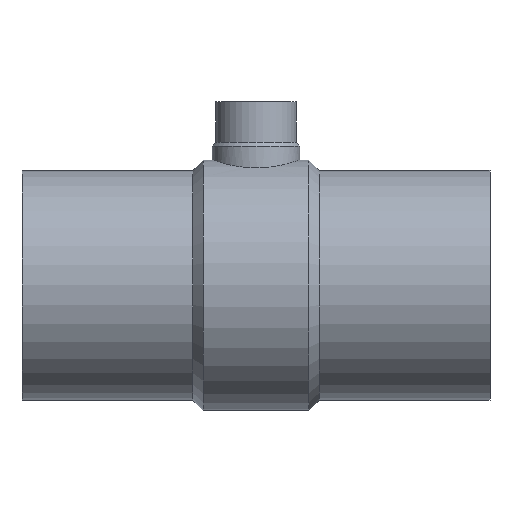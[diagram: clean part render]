
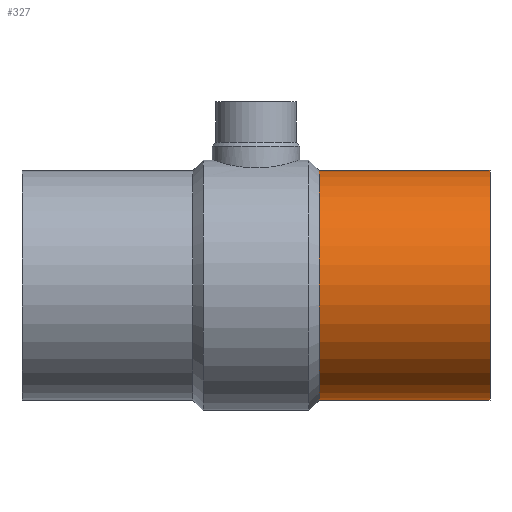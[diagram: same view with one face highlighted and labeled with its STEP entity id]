
A CAD part, top view. The second image highlights one B-rep face of the part: STEP entity #327.
In plain terms, the highlighted cylindrical face has radius 90 mm (diameter 180 mm), a partial arc.
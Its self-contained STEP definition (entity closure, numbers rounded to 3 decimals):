
#149 = VERTEX_POINT( '', #378 );
#155 = VERTEX_POINT( '', #384 );
#183 = VERTEX_POINT( '', #416 );
#213 = EDGE_CURVE( '', #183, #247, #447, .T. );
#247 = VERTEX_POINT( '', #486 );
#273 = EDGE_CURVE( '', #155, #149, #518, .T. );
#289 = EDGE_CURVE( '', #183, #149, #535, .T. );
#309 = EDGE_CURVE( '', #247, #155, #557, .T. );
#327 = ADVANCED_FACE( '', ( #577 ), #578, .T. );
#378 = CARTESIAN_POINT( '', ( -134., 90., 0. ) );
#384 = CARTESIAN_POINT( '', ( 0., 90., 0. ) );
#416 = CARTESIAN_POINT( '', ( -134., -90., 0. ) );
#447 = LINE( '', #816, #817 );
#486 = CARTESIAN_POINT( '', ( 0., -90., 0. ) );
#518 = LINE( '', #1035, #1036 );
#535 = CIRCLE( '', #1060, 90. );
#557 = CIRCLE( '', #1122, 90. );
#577 = FACE_OUTER_BOUND( '', #1151, .T. );
#578 = CYLINDRICAL_SURFACE( '', #1152, 90. );
#816 = CARTESIAN_POINT( '', ( -67., -90., 0. ) );
#817 = VECTOR( '', #1271, 1. );
#1035 = CARTESIAN_POINT( '', ( -67., 90., 0. ) );
#1036 = VECTOR( '', #1360, 1. );
#1060 = AXIS2_PLACEMENT_3D( '', #1377, #1378, #1379 );
#1122 = AXIS2_PLACEMENT_3D( '', #1408, #1409, #1410 );
#1151 = EDGE_LOOP( '', ( #1427, #1428, #1429, #1430 ) );
#1152 = AXIS2_PLACEMENT_3D( '', #1431, #1432, #1433 );
#1271 = DIRECTION( '', ( 1., 0., 0. ) );
#1360 = DIRECTION( '', ( -1., 0., 0. ) );
#1377 = CARTESIAN_POINT( '', ( -134., 0., 0. ) );
#1378 = DIRECTION( '', ( -1., 0., 0. ) );
#1379 = DIRECTION( '', ( 0., 1., 0. ) );
#1408 = CARTESIAN_POINT( '', ( 0., 0., 0. ) );
#1409 = DIRECTION( '', ( -1., 0., 0. ) );
#1410 = DIRECTION( '', ( 0., 1., 0. ) );
#1427 = ORIENTED_EDGE( '', *, *, #273, .T. );
#1428 = ORIENTED_EDGE( '', *, *, #289, .F. );
#1429 = ORIENTED_EDGE( '', *, *, #213, .T. );
#1430 = ORIENTED_EDGE( '', *, *, #309, .T. );
#1431 = CARTESIAN_POINT( '', ( -67., 0., 0. ) );
#1432 = DIRECTION( '', ( 1., 0., 0. ) );
#1433 = DIRECTION( '', ( 0., 1., 0. ) );
